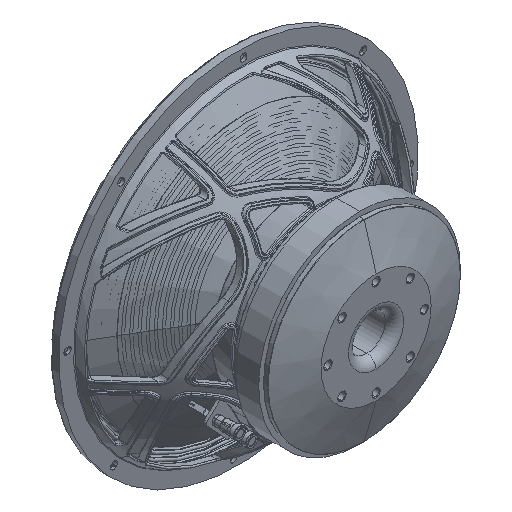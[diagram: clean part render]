
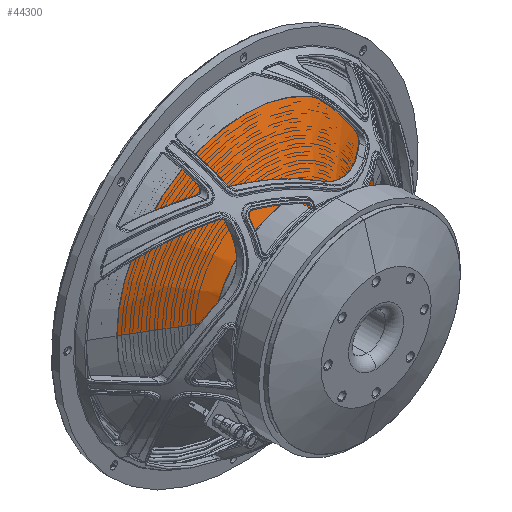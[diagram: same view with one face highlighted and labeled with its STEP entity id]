
A CAD part, isometric view. The second image highlights one B-rep face of the part: STEP entity #44300.
In plain terms, the highlighted conical face has half-angle 59.154 degrees and reference radius 52.1 mm.
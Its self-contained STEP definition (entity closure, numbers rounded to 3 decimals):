
#158 = CIRCLE ( 'NONE', #60909, 52.1 ) ;
#8146 = CARTESIAN_POINT ( 'NONE',  ( 0., 28.3, 0. ) ) ;
#14600 = VECTOR ( 'NONE', #36647, 1000. ) ;
#15095 = CARTESIAN_POINT ( 'NONE',  ( 140., 80.794, 0. ) ) ;
#15922 = DIRECTION ( 'NONE',  ( 0., -1., 0. ) ) ;
#18287 = VECTOR ( 'NONE', #21973, 1000. ) ;
#20883 = LINE ( 'NONE', #79971, #18287 ) ;
#21973 = DIRECTION ( 'NONE',  ( 0.859, 0.513, 0. ) ) ;
#28416 = CARTESIAN_POINT ( 'NONE',  ( 0., 28.3, 0. ) ) ;
#32151 = AXIS2_PLACEMENT_3D ( 'NONE', #8146, #100395, #92236 ) ;
#33530 = CARTESIAN_POINT ( 'NONE',  ( -140., 80.794, 0. ) ) ;
#34216 = FACE_OUTER_BOUND ( 'NONE', #78611, .T. ) ;
#36647 = DIRECTION ( 'NONE',  ( -0.859, 0.513, 0. ) ) ;
#37191 = CARTESIAN_POINT ( 'NONE',  ( -52.1, 28.3, 0. ) ) ;
#40771 = ORIENTED_EDGE ( 'NONE', *, *, #46059, .F. ) ;
#41837 = EDGE_CURVE ( 'NONE', #70017, #54582, #95191, .T. ) ;
#41917 = AXIS2_PLACEMENT_3D ( 'NONE', #98400, #15922, #49594 ) ;
#44300 = ADVANCED_FACE ( 'NONE', ( #34216 ), #63311, .T. ) ;
#46059 = EDGE_CURVE ( 'NONE', #93383, #70017, #158, .T. ) ;
#49594 = DIRECTION ( 'NONE',  ( 1., 0., 0. ) ) ;
#50642 = EDGE_CURVE ( 'NONE', #93383, #54599, #20883, .T. ) ;
#51285 = ORIENTED_EDGE ( 'NONE', *, *, #41837, .F. ) ;
#54582 = VERTEX_POINT ( 'NONE', #33530 ) ;
#54599 = VERTEX_POINT ( 'NONE', #15095 ) ;
#57936 = EDGE_CURVE ( 'NONE', #54599, #54582, #73060, .T. ) ;
#60909 = AXIS2_PLACEMENT_3D ( 'NONE', #28416, #88010, #102697 ) ;
#63311 = CONICAL_SURFACE ( 'NONE', #32151, 52.1, 1.032 ) ;
#70017 = VERTEX_POINT ( 'NONE', #84058 ) ;
#73060 = CIRCLE ( 'NONE', #41917, 140. ) ;
#78611 = EDGE_LOOP ( 'NONE', ( #40771, #94554, #106240, #51285 ) ) ;
#79971 = CARTESIAN_POINT ( 'NONE',  ( 52.1, 28.3, 0. ) ) ;
#84058 = CARTESIAN_POINT ( 'NONE',  ( -52.1, 28.3, 0. ) ) ;
#88010 = DIRECTION ( 'NONE',  ( 0., -1., 0. ) ) ;
#92236 = DIRECTION ( 'NONE',  ( -1., 0., 0. ) ) ;
#93383 = VERTEX_POINT ( 'NONE', #102154 ) ;
#94554 = ORIENTED_EDGE ( 'NONE', *, *, #50642, .T. ) ;
#95191 = LINE ( 'NONE', #37191, #14600 ) ;
#98400 = CARTESIAN_POINT ( 'NONE',  ( 0., 80.794, 0. ) ) ;
#100395 = DIRECTION ( 'NONE',  ( 0., 1., 0. ) ) ;
#102154 = CARTESIAN_POINT ( 'NONE',  ( 52.1, 28.3, 0. ) ) ;
#102697 = DIRECTION ( 'NONE',  ( 1., 0., 0. ) ) ;
#106240 = ORIENTED_EDGE ( 'NONE', *, *, #57936, .T. ) ;
